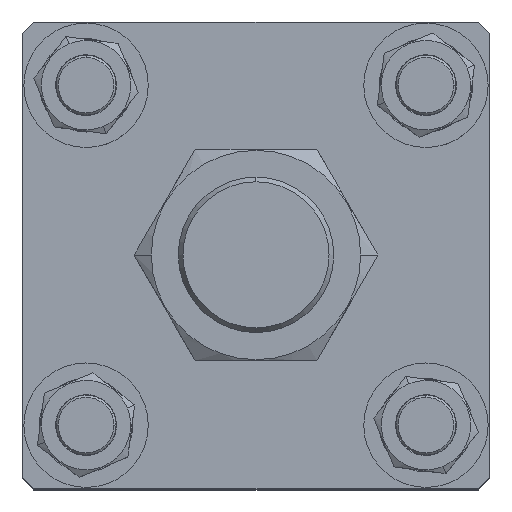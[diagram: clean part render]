
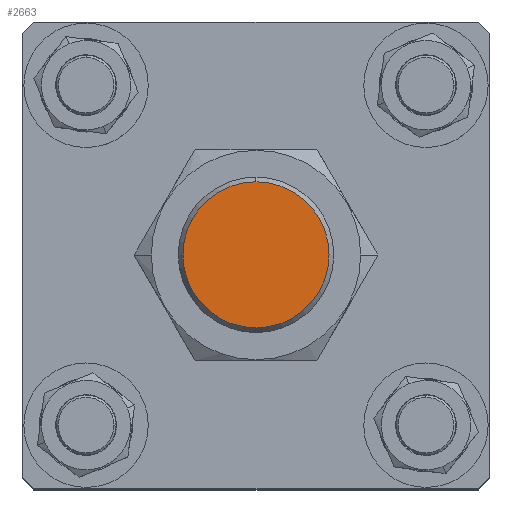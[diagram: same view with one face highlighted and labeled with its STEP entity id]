
A CAD part, top view. The second image highlights one B-rep face of the part: STEP entity #2663.
In plain terms, the highlighted planar face has unit normal (0, 0, 1).
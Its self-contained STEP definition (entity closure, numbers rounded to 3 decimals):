
#191 = FACE_OUTER_BOUND ( 'NONE', #5981, .T. ) ;
#224 = CIRCLE ( 'NONE', #5141, 32.899 ) ;
#348 = CIRCLE ( 'NONE', #5150, 32.899 ) ;
#751 = AXIS2_PLACEMENT_3D ( 'NONE', #4372, #4379, #4377 ) ;
#972 = EDGE_CURVE ( 'NONE', #7098, #7133, #224, .T. ) ;
#1048 = EDGE_CURVE ( 'NONE', #7133, #7098, #348, .T. ) ;
#2663 = ADVANCED_FACE ( 'NONE', ( #191 ), #4385, .T. ) ;
#2777 = CARTESIAN_POINT ( 'NONE',  ( 0., 0., 386. ) ) ;
#2780 = DIRECTION ( 'NONE',  ( 1., 0., 0. ) ) ;
#2782 = DIRECTION ( 'NONE',  ( 0., 0., 1. ) ) ;
#4372 = CARTESIAN_POINT ( 'NONE',  ( 0., 0., 386. ) ) ;
#4377 = DIRECTION ( 'NONE',  ( 1., 0., 0. ) ) ;
#4379 = DIRECTION ( 'NONE',  ( 0., 0., 1. ) ) ;
#4385 = PLANE ( 'NONE',  #751 ) ;
#5141 = AXIS2_PLACEMENT_3D ( 'NONE', #5418, #5259, #5268 ) ;
#5150 = AXIS2_PLACEMENT_3D ( 'NONE', #2777, #2782, #2780 ) ;
#5259 = DIRECTION ( 'NONE',  ( 0., 0., 1. ) ) ;
#5268 = DIRECTION ( 'NONE',  ( 1., 0., 0. ) ) ;
#5418 = CARTESIAN_POINT ( 'NONE',  ( 0., 0., 386. ) ) ;
#5981 = EDGE_LOOP ( 'NONE', ( #7086, #7045 ) ) ;
#6401 = CARTESIAN_POINT ( 'NONE',  ( -32.899, 0., 386. ) ) ;
#6418 = CARTESIAN_POINT ( 'NONE',  ( 32.899, 0., 386. ) ) ;
#7045 = ORIENTED_EDGE ( 'NONE', *, *, #972, .T. ) ;
#7086 = ORIENTED_EDGE ( 'NONE', *, *, #1048, .T. ) ;
#7098 = VERTEX_POINT ( 'NONE', #6418 ) ;
#7133 = VERTEX_POINT ( 'NONE', #6401 ) ;
